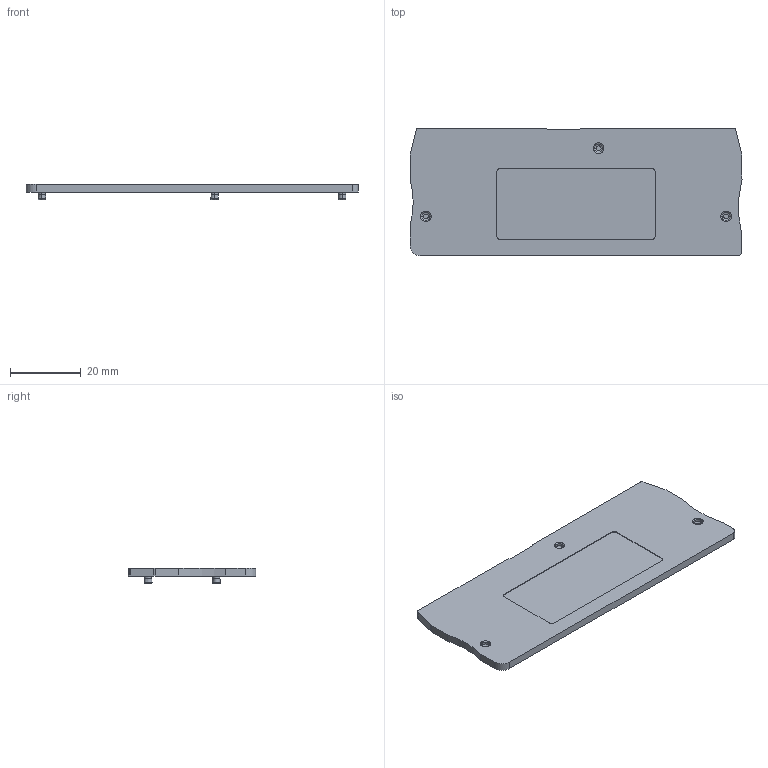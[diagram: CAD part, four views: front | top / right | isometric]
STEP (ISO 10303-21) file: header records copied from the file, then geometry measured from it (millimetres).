
FILE_DESCRIPTION((''),'2;1');
FILE_NAME('8YB750300','2021-05-21T',('Administrator'),(''),'PRO/ENGINEER BY PARAMETRIC TECHNOLOGY CORPORATION, 2013230','PRO/ENGINEER BY PARAMETRIC TECHNOLOGY CORPORATION, 2013230','');
FILE_SCHEMA(('CONFIG_CONTROL_DESIGN'));
Length unit declared in the file: millimetre
Products named in the file (1): 8YB750300
Bounding box: 94 x 36.2 x 4.4 mm (x, y, z)
Volume: 7219.7 mm3; surface area: 7377.9 mm2
Topology: 1 solids, 1 shells, 76 faces, 177 edges, 110 vertices
Faces by surface type: plane 29, cylinder 23, torus 18, cone 6
Entity records: 2248 total; most frequent: DIRECTION 417, CARTESIAN_POINT 363, ORIENTED_EDGE 354, EDGE_CURVE 177, AXIS2_PLACEMENT_3D 164, VERTEX_POINT 110, VECTOR 89, LINE 89
